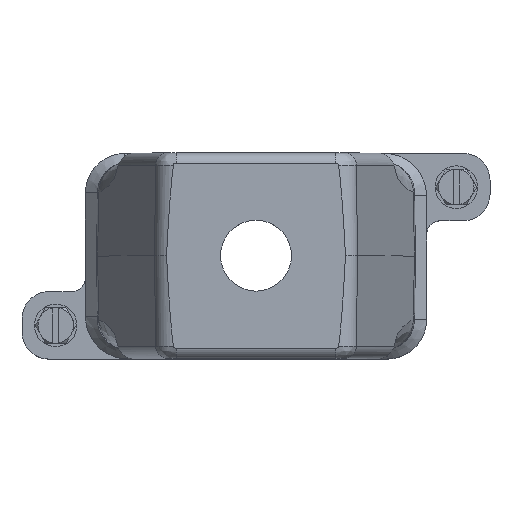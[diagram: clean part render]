
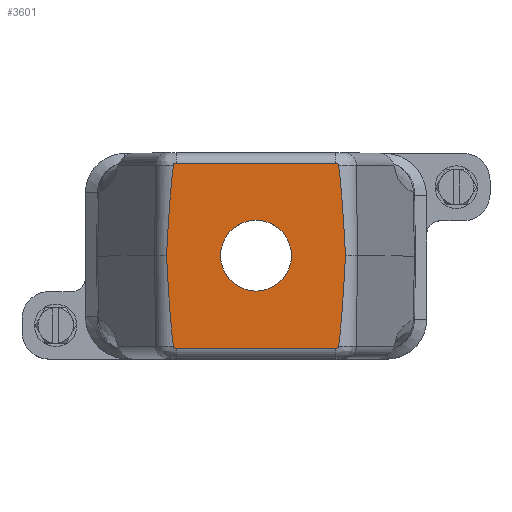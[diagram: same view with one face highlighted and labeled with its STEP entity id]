
A CAD part, top view. The second image highlights one B-rep face of the part: STEP entity #3601.
In plain terms, the highlighted planar face has unit normal (0, 0, 1).
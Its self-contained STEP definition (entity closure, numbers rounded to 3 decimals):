
#3045=ELLIPSE('',#10089,343.823,6.);
#3048=ELLIPSE('',#10093,343.823,6.);
#3055=ELLIPSE('',#10111,343.823,6.);
#3057=ELLIPSE('',#10114,343.823,6.);
#3124=B_SPLINE_CURVE_WITH_KNOTS('',3,(#12712,#12713,#12714,#12715,#12716,
#12717,#12718,#12719,#12720,#12721,#12722,#12723,#12724,#12725,#12726,#12727),
 .UNSPECIFIED.,.F.,.F.,(4,3,3,3,3,4),(0.,0.187,0.372,
0.621,0.936,1.),.UNSPECIFIED.);
#3125=B_SPLINE_CURVE_WITH_KNOTS('',3,(#12755,#12756,#12757,#12758,#12759,
#12760,#12761,#12762,#12763,#12764,#12765,#12766,#12767,#12768,#12769,#12770),
 .UNSPECIFIED.,.F.,.F.,(4,3,3,3,3,4),(0.,0.257,0.516,
0.729,0.903,1.),.UNSPECIFIED.);
#3126=B_SPLINE_CURVE_WITH_KNOTS('',3,(#12804,#12805,#12806,#12807,#12808,
#12809,#12810,#12811,#12812,#12813,#12814,#12815,#12816,#12817,#12818,#12819),
 .UNSPECIFIED.,.F.,.F.,(4,3,3,3,3,4),(0.,0.257,0.516,
0.729,0.903,1.),.UNSPECIFIED.);
#3127=B_SPLINE_CURVE_WITH_KNOTS('',3,(#12847,#12848,#12849,#12850,#12851,
#12852,#12853,#12854,#12855,#12856,#12857,#12858,#12859,#12860,#12861,#12862),
 .UNSPECIFIED.,.F.,.F.,(4,3,3,3,3,4),(0.,0.187,0.372,
0.621,0.936,1.),.UNSPECIFIED.);
#3601=ADVANCED_FACE('',(#3918,#3919),#3842,.T.);
#3842=PLANE('',#10637);
#3918=FACE_BOUND('',#4355,.T.);
#3919=FACE_BOUND('',#4356,.T.);
#4355=EDGE_LOOP('',(#6300));
#4356=EDGE_LOOP('',(#6301,#6302,#6303,#6304,#6305,#6306,#6307,#6308,#6309,
#6310));
#6300=ORIENTED_EDGE('',*,*,#8131,.F.);
#6301=ORIENTED_EDGE('',*,*,#7217,.F.);
#6302=ORIENTED_EDGE('',*,*,#7224,.F.);
#6303=ORIENTED_EDGE('',*,*,#7231,.F.);
#6304=ORIENTED_EDGE('',*,*,#7238,.F.);
#6305=ORIENTED_EDGE('',*,*,#7244,.F.);
#6306=ORIENTED_EDGE('',*,*,#7241,.F.);
#6307=ORIENTED_EDGE('',*,*,#7233,.F.);
#6308=ORIENTED_EDGE('',*,*,#7227,.F.);
#6309=ORIENTED_EDGE('',*,*,#7219,.F.);
#6310=ORIENTED_EDGE('',*,*,#7213,.F.);
#6551=VERTEX_POINT('',#12699);
#6552=VERTEX_POINT('',#12701);
#6554=VERTEX_POINT('',#12707);
#6556=VERTEX_POINT('',#12728);
#6560=VERTEX_POINT('',#12754);
#6562=VERTEX_POINT('',#12793);
#6564=VERTEX_POINT('',#12799);
#6566=VERTEX_POINT('',#12820);
#6569=VERTEX_POINT('',#12845);
#6572=VERTEX_POINT('',#12885);
#7116=VERTEX_POINT('',#17481);
#7213=EDGE_CURVE('',#6551,#6552,#3045,.T.);
#7217=EDGE_CURVE('',#6554,#6551,#3048,.T.);
#7219=EDGE_CURVE('',#6552,#6556,#3124,.T.);
#7224=EDGE_CURVE('',#6560,#6554,#3125,.T.);
#7227=EDGE_CURVE('',#6556,#6562,#8248,.T.);
#7231=EDGE_CURVE('',#6564,#6560,#8250,.T.);
#7233=EDGE_CURVE('',#6562,#6566,#3126,.T.);
#7238=EDGE_CURVE('',#6569,#6564,#3127,.T.);
#7241=EDGE_CURVE('',#6566,#6572,#3055,.T.);
#7244=EDGE_CURVE('',#6572,#6569,#3057,.T.);
#8131=EDGE_CURVE('',#7116,#7116,#9589,.T.);
#8248=LINE('',#12792,#8817);
#8250=LINE('',#12801,#8819);
#8817=VECTOR('',#10819,1.);
#8819=VECTOR('',#10827,1.);
#9589=CIRCLE('',#10636,10.);
#10089=AXIS2_PLACEMENT_3D('',#12700,#10793,#10794);
#10093=AXIS2_PLACEMENT_3D('',#12709,#10802,#10803);
#10111=AXIS2_PLACEMENT_3D('',#12884,#10843,#10844);
#10114=AXIS2_PLACEMENT_3D('',#12890,#10850,#10851);
#10636=AXIS2_PLACEMENT_3D('',#17480,#12400,#12401);
#10637=AXIS2_PLACEMENT_3D('',#17482,#12402,#12403);
#10793=DIRECTION('',(0.,0.,-1.));
#10794=DIRECTION('',(0.013,1.,0.));
#10802=DIRECTION('',(0.,0.,-1.));
#10803=DIRECTION('',(-0.013,1.,0.));
#10819=DIRECTION('',(1.,0.,0.));
#10827=DIRECTION('',(-1.,0.,0.));
#10843=DIRECTION('',(0.,0.,-1.));
#10844=DIRECTION('',(-0.013,1.,0.));
#10850=DIRECTION('',(0.,0.,-1.));
#10851=DIRECTION('',(0.013,1.,0.));
#12400=DIRECTION('',(0.,0.,1.));
#12401=DIRECTION('',(1.,0.,0.));
#12402=DIRECTION('',(0.,0.,1.));
#12403=DIRECTION('',(1.,0.,0.));
#12699=CARTESIAN_POINT('',(-25.244,0.,81.95));
#12700=CARTESIAN_POINT('',(-27.066,-315.147,81.95));
#12701=CARTESIAN_POINT('',(-23.305,25.567,81.95));
#12707=CARTESIAN_POINT('',(-23.305,-25.567,81.95));
#12709=CARTESIAN_POINT('',(-27.066,315.147,81.95));
#12712=CARTESIAN_POINT('',(-23.305,25.567,81.95));
#12713=CARTESIAN_POINT('',(-23.296,25.631,81.95));
#12714=CARTESIAN_POINT('',(-23.272,25.695,81.95));
#12715=CARTESIAN_POINT('',(-23.239,25.751,81.95));
#12716=CARTESIAN_POINT('',(-23.206,25.807,81.95));
#12717=CARTESIAN_POINT('',(-23.163,25.858,81.95));
#12718=CARTESIAN_POINT('',(-23.115,25.901,81.95));
#12719=CARTESIAN_POINT('',(-23.05,25.959,81.95));
#12720=CARTESIAN_POINT('',(-22.973,26.005,81.95));
#12721=CARTESIAN_POINT('',(-22.892,26.038,81.95));
#12722=CARTESIAN_POINT('',(-22.791,26.081,81.95));
#12723=CARTESIAN_POINT('',(-22.681,26.105,81.95));
#12724=CARTESIAN_POINT('',(-22.571,26.112,81.95));
#12725=CARTESIAN_POINT('',(-22.549,26.114,81.95));
#12726=CARTESIAN_POINT('',(-22.526,26.114,81.95));
#12727=CARTESIAN_POINT('',(-22.504,26.114,81.95));
#12728=CARTESIAN_POINT('',(-22.504,26.114,81.95));
#12754=CARTESIAN_POINT('',(-22.504,-26.114,81.95));
#12755=CARTESIAN_POINT('',(-22.504,-26.114,81.95));
#12756=CARTESIAN_POINT('',(-22.594,-26.114,81.95));
#12757=CARTESIAN_POINT('',(-22.685,-26.103,81.95));
#12758=CARTESIAN_POINT('',(-22.772,-26.08,81.95));
#12759=CARTESIAN_POINT('',(-22.859,-26.056,81.95));
#12760=CARTESIAN_POINT('',(-22.944,-26.02,81.95));
#12761=CARTESIAN_POINT('',(-23.02,-25.972,81.95));
#12762=CARTESIAN_POINT('',(-23.083,-25.932,81.95));
#12763=CARTESIAN_POINT('',(-23.141,-25.882,81.95));
#12764=CARTESIAN_POINT('',(-23.188,-25.825,81.95));
#12765=CARTESIAN_POINT('',(-23.227,-25.778,81.95));
#12766=CARTESIAN_POINT('',(-23.258,-25.724,81.95));
#12767=CARTESIAN_POINT('',(-23.279,-25.667,81.95));
#12768=CARTESIAN_POINT('',(-23.291,-25.635,81.95));
#12769=CARTESIAN_POINT('',(-23.3,-25.601,81.95));
#12770=CARTESIAN_POINT('',(-23.305,-25.567,81.95));
#12792=CARTESIAN_POINT('',(0.,26.114,81.95));
#12793=CARTESIAN_POINT('',(22.504,26.114,81.95));
#12799=CARTESIAN_POINT('',(22.504,-26.114,81.95));
#12801=CARTESIAN_POINT('',(-48.1,-26.114,81.95));
#12804=CARTESIAN_POINT('',(22.504,26.114,81.95));
#12805=CARTESIAN_POINT('',(22.594,26.114,81.95));
#12806=CARTESIAN_POINT('',(22.685,26.103,81.95));
#12807=CARTESIAN_POINT('',(22.772,26.08,81.95));
#12808=CARTESIAN_POINT('',(22.859,26.056,81.95));
#12809=CARTESIAN_POINT('',(22.944,26.02,81.95));
#12810=CARTESIAN_POINT('',(23.02,25.972,81.95));
#12811=CARTESIAN_POINT('',(23.083,25.932,81.95));
#12812=CARTESIAN_POINT('',(23.141,25.882,81.95));
#12813=CARTESIAN_POINT('',(23.188,25.825,81.95));
#12814=CARTESIAN_POINT('',(23.227,25.778,81.95));
#12815=CARTESIAN_POINT('',(23.258,25.724,81.95));
#12816=CARTESIAN_POINT('',(23.279,25.667,81.95));
#12817=CARTESIAN_POINT('',(23.291,25.635,81.95));
#12818=CARTESIAN_POINT('',(23.3,25.601,81.95));
#12819=CARTESIAN_POINT('',(23.305,25.567,81.95));
#12820=CARTESIAN_POINT('',(23.305,25.567,81.95));
#12845=CARTESIAN_POINT('',(23.305,-25.567,81.95));
#12847=CARTESIAN_POINT('',(23.305,-25.567,81.95));
#12848=CARTESIAN_POINT('',(23.296,-25.631,81.95));
#12849=CARTESIAN_POINT('',(23.272,-25.695,81.95));
#12850=CARTESIAN_POINT('',(23.239,-25.751,81.95));
#12851=CARTESIAN_POINT('',(23.206,-25.807,81.95));
#12852=CARTESIAN_POINT('',(23.163,-25.858,81.95));
#12853=CARTESIAN_POINT('',(23.115,-25.901,81.95));
#12854=CARTESIAN_POINT('',(23.05,-25.959,81.95));
#12855=CARTESIAN_POINT('',(22.973,-26.005,81.95));
#12856=CARTESIAN_POINT('',(22.892,-26.038,81.95));
#12857=CARTESIAN_POINT('',(22.791,-26.081,81.95));
#12858=CARTESIAN_POINT('',(22.681,-26.105,81.95));
#12859=CARTESIAN_POINT('',(22.571,-26.112,81.95));
#12860=CARTESIAN_POINT('',(22.549,-26.114,81.95));
#12861=CARTESIAN_POINT('',(22.526,-26.114,81.95));
#12862=CARTESIAN_POINT('',(22.504,-26.114,81.95));
#12884=CARTESIAN_POINT('',(27.066,-315.147,81.95));
#12885=CARTESIAN_POINT('',(25.244,0.,81.95));
#12890=CARTESIAN_POINT('',(27.066,315.147,81.95));
#17480=CARTESIAN_POINT('',(0.,0.,81.95));
#17481=CARTESIAN_POINT('',(10.,0.,81.95));
#17482=CARTESIAN_POINT('',(50.,-30.,81.95));
